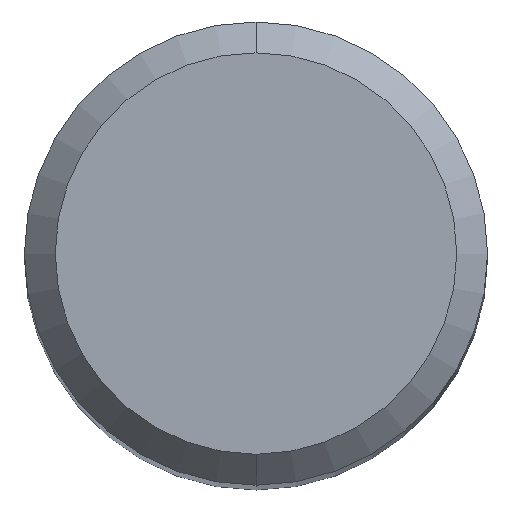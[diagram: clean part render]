
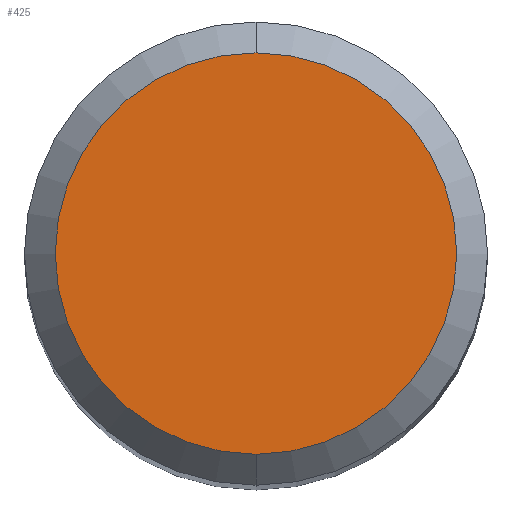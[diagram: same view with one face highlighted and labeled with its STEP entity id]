
A CAD part, top view. The second image highlights one B-rep face of the part: STEP entity #425.
In plain terms, the highlighted planar face has unit normal (0, 0, 1).
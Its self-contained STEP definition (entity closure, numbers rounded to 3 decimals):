
#359=VERTEX_POINT('',#1026);
#425=ADVANCED_FACE('',(#1095),#1096,.T.);
#567=VERTEX_POINT('',#1247);
#859=EDGE_CURVE('',#359,#567,#1574,.T.);
#919=EDGE_CURVE('',#567,#359,#1636,.T.);
#1026=CARTESIAN_POINT('',(0.,-2.6,0.0));
#1095=FACE_OUTER_BOUND('',#1943,.T.);
#1096=PLANE('',#1944);
#1247=CARTESIAN_POINT('',(0.0,2.6,0.0));
#1574=CIRCLE('',#3641,2.6);
#1636=CIRCLE('',#3850,2.6);
#1943=EDGE_LOOP('',(#4101,#4102));
#1944=AXIS2_PLACEMENT_3D('',#4103,#4104,#4105);
#3641=AXIS2_PLACEMENT_3D('',#4692,#4693,#4694);
#3850=AXIS2_PLACEMENT_3D('',#4738,#4739,#4740);
#4101=ORIENTED_EDGE('',*,*,#919,.F.);
#4102=ORIENTED_EDGE('',*,*,#859,.F.);
#4103=CARTESIAN_POINT('',(0.0,1.3,0.0));
#4104=DIRECTION('',(-0.0,0.0,1.0));
#4105=DIRECTION('',(0.0,-1.0,0.0));
#4692=CARTESIAN_POINT('',(0.0,0.0,0.0));
#4693=DIRECTION('',(0.0,0.0,-1.0));
#4694=DIRECTION('',(0.0,1.0,0.0));
#4738=CARTESIAN_POINT('',(0.0,0.0,0.0));
#4739=DIRECTION('',(0.0,0.0,-1.0));
#4740=DIRECTION('',(0.0,1.0,0.0));
